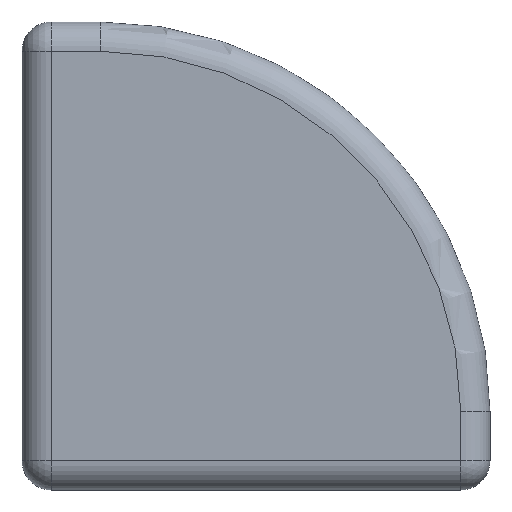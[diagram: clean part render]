
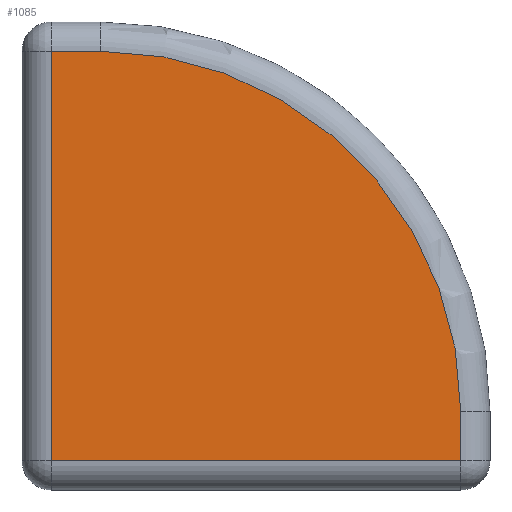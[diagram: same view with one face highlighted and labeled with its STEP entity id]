
A CAD part, left-side view. The second image highlights one B-rep face of the part: STEP entity #1085.
In plain terms, the highlighted planar face has unit normal (-1, 0, 0).
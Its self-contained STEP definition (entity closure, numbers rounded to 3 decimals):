
#4 = ORIENTED_EDGE ( 'NONE', *, *, #277, .T. ) ;
#8 = VERTEX_POINT ( 'NONE', #501 ) ;
#39 = ORIENTED_EDGE ( 'NONE', *, *, #825, .F. ) ;
#60 = LINE ( 'NONE', #675, #752 ) ;
#68 = DIRECTION ( 'NONE',  ( 0., 0., 1. ) ) ;
#125 = EDGE_CURVE ( 'NONE', #743, #377, #60, .T. ) ;
#131 = CARTESIAN_POINT ( 'NONE',  ( -2., 17.5, -17.5 ) ) ;
#139 = DIRECTION ( 'NONE',  ( 0., 0., 1. ) ) ;
#187 = EDGE_CURVE ( 'NONE', #377, #766, #190, .T. ) ;
#190 = LINE ( 'NONE', #285, #1470 ) ;
#260 = DIRECTION ( 'NONE',  ( -1., 0., 0. ) ) ;
#277 = EDGE_CURVE ( 'NONE', #466, #8, #707, .T. ) ;
#285 = CARTESIAN_POINT ( 'NONE',  ( -2., -17.5, -20. ) ) ;
#329 = CARTESIAN_POINT ( 'NONE',  ( -2., 17.5, -20. ) ) ;
#330 = VECTOR ( 'NONE', #1313, 1000. ) ;
#337 = AXIS2_PLACEMENT_3D ( 'NONE', #371, #260, #139 ) ;
#369 = CARTESIAN_POINT ( 'NONE',  ( -2., 13.3, 17.5 ) ) ;
#371 = CARTESIAN_POINT ( 'NONE',  ( -2., -17.5, -20. ) ) ;
#377 = VERTEX_POINT ( 'NONE', #1253 ) ;
#450 = CARTESIAN_POINT ( 'NONE',  ( -2., 13.3, -13.3 ) ) ;
#466 = VERTEX_POINT ( 'NONE', #369 ) ;
#480 = ORIENTED_EDGE ( 'NONE', *, *, #125, .T. ) ;
#500 = FACE_OUTER_BOUND ( 'NONE', #504, .T. ) ;
#501 = CARTESIAN_POINT ( 'NONE',  ( -2., 17.5, 17.5 ) ) ;
#504 = EDGE_LOOP ( 'NONE', ( #591, #1159, #4, #39, #480 ) ) ;
#564 = DIRECTION ( 'NONE',  ( -1., 0., 0. ) ) ;
#591 = ORIENTED_EDGE ( 'NONE', *, *, #187, .T. ) ;
#675 = CARTESIAN_POINT ( 'NONE',  ( -2., -17.5, -17.5 ) ) ;
#707 = LINE ( 'NONE', #944, #330 ) ;
#743 = VERTEX_POINT ( 'NONE', #131 ) ;
#744 = CARTESIAN_POINT ( 'NONE',  ( -2., -17.5, -13.3 ) ) ;
#752 = VECTOR ( 'NONE', #1267, 1000. ) ;
#766 = VERTEX_POINT ( 'NONE', #744 ) ;
#825 = EDGE_CURVE ( 'NONE', #743, #8, #1072, .T. ) ;
#840 = DIRECTION ( 'NONE',  ( 0., 0., 1. ) ) ;
#944 = CARTESIAN_POINT ( 'NONE',  ( -2., 17.5, 17.5 ) ) ;
#981 = CIRCLE ( 'NONE', #1271, 30.8 ) ;
#1072 = LINE ( 'NONE', #329, #1169 ) ;
#1085 = ADVANCED_FACE ( 'NONE', ( #500 ), #1125, .T. ) ;
#1125 = PLANE ( 'NONE',  #337 ) ;
#1159 = ORIENTED_EDGE ( 'NONE', *, *, #1463, .T. ) ;
#1169 = VECTOR ( 'NONE', #840, 1000. ) ;
#1176 = DIRECTION ( 'NONE',  ( 0., 0., 1. ) ) ;
#1253 = CARTESIAN_POINT ( 'NONE',  ( -2., -17.5, -17.5 ) ) ;
#1267 = DIRECTION ( 'NONE',  ( 0., -1., 0. ) ) ;
#1271 = AXIS2_PLACEMENT_3D ( 'NONE', #450, #564, #1176 ) ;
#1313 = DIRECTION ( 'NONE',  ( 0., 1., 0. ) ) ;
#1463 = EDGE_CURVE ( 'NONE', #766, #466, #981, .T. ) ;
#1470 = VECTOR ( 'NONE', #68, 1000. ) ;
